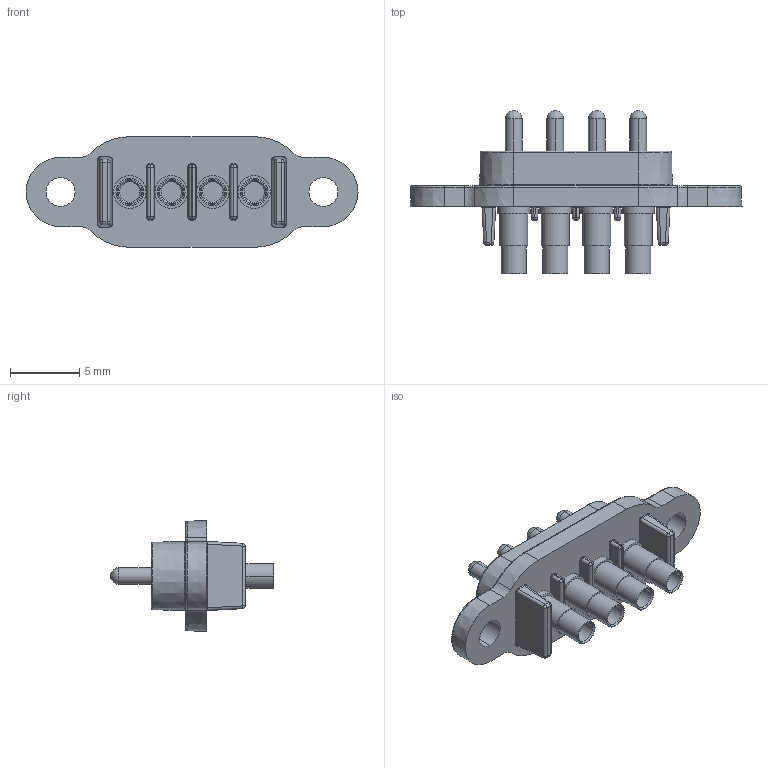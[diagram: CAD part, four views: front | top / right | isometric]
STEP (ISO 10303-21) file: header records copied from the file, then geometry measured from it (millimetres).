
FILE_DESCRIPTION (( 'STEP AP214' ), '1' );
FILE_NAME ('UEBK-30266.STEP', '2020-08-12T07:40:01', ( '' ), ( '' ), 'SwSTEP 2.0', 'SolidWorks 2020', '' );
FILE_SCHEMA (( 'AUTOMOTIVE_DESIGN' ));
Length unit declared in the file: millimetre
Products named in the file (3): UEBK-30266-Pin; UEBK-30266; UEBK-30266-Gehäuse
Assembly tree (5 placements, depth 2):
  UEBK-30266
    UEBK-30266-Pin  x4
    UEBK-30266-Gehäuse
Bounding box: 24 x 11.8 x 8 mm (x, y, z)
Volume: 446.1 mm3; surface area: 1008.7 mm2
Topology: 5 solids, 9 shells, 344 faces, 716 edges, 412 vertices
Faces by surface type: cylinder 154, plane 72, bspline 66, cone 52
Entity records: 7667 total; most frequent: CARTESIAN_POINT 2245, DIRECTION 1052, ORIENTED_EDGE 1008, EDGE_CURVE 504, AXIS2_PLACEMENT_3D 417, VERTEX_POINT 286, EDGE_LOOP 260, ADVANCED_FACE 236
